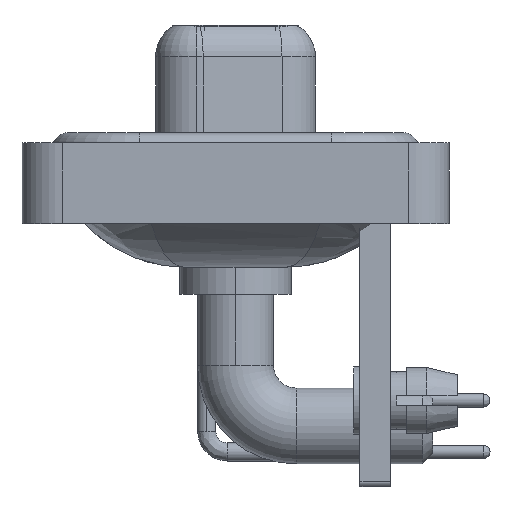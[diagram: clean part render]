
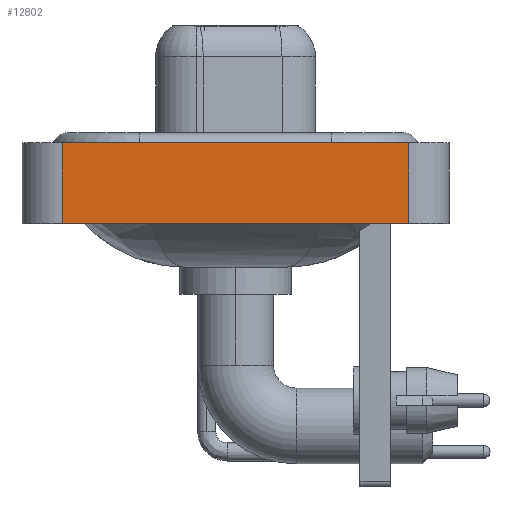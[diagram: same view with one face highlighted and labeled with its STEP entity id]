
A CAD part, left-side view. The second image highlights one B-rep face of the part: STEP entity #12802.
In plain terms, the highlighted planar face has unit normal (-1, 0, 0).
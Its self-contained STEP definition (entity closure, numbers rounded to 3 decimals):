
#10 = VERTEX_POINT ( 'NONE', #15560 ) ;
#1251 = VECTOR ( 'NONE', #1597, 1000. ) ;
#1372 = EDGE_CURVE ( 'NONE', #12823, #8288, #22561, .T. ) ;
#1404 = ORIENTED_EDGE ( 'NONE', *, *, #10457, .F. ) ;
#1597 = DIRECTION ( 'NONE',  ( 0., 0., 1. ) ) ;
#2480 = VECTOR ( 'NONE', #13752, 1000. ) ;
#2568 = DIRECTION ( 'NONE',  ( 0., 0., 1. ) ) ;
#2710 = CARTESIAN_POINT ( 'NONE',  ( -7.35, 8.55, 0.4 ) ) ;
#3500 = CARTESIAN_POINT ( 'NONE',  ( -7.35, -8.55, -3.6 ) ) ;
#3841 = CARTESIAN_POINT ( 'NONE',  ( -7.35, -8.55, 0.4 ) ) ;
#4143 = ORIENTED_EDGE ( 'NONE', *, *, #14285, .T. ) ;
#5867 = CARTESIAN_POINT ( 'NONE',  ( -7.35, 8.55, -3.6 ) ) ;
#6916 = AXIS2_PLACEMENT_3D ( 'NONE', #19234, #15450, #2568 ) ;
#7419 = EDGE_CURVE ( 'NONE', #24422, #10, #15679, .T. ) ;
#8288 = VERTEX_POINT ( 'NONE', #16853 ) ;
#10457 = EDGE_CURVE ( 'NONE', #24422, #12823, #25198, .T. ) ;
#12802 = ADVANCED_FACE ( 'NONE', ( #21164 ), #15018, .T. ) ;
#12823 = VERTEX_POINT ( 'NONE', #2710 ) ;
#13752 = DIRECTION ( 'NONE',  ( 0., -1., 0. ) ) ;
#13799 = VECTOR ( 'NONE', #25341, 1000. ) ;
#14285 = EDGE_CURVE ( 'NONE', #10, #8288, #22126, .T. ) ;
#15018 = PLANE ( 'NONE',  #6916 ) ;
#15450 = DIRECTION ( 'NONE',  ( -1., 0., 0. ) ) ;
#15560 = CARTESIAN_POINT ( 'NONE',  ( -7.35, -8.55, -3.6 ) ) ;
#15679 = LINE ( 'NONE', #3500, #2480 ) ;
#16077 = VECTOR ( 'NONE', #16414, 1000. ) ;
#16414 = DIRECTION ( 'NONE',  ( 0., -1., 0. ) ) ;
#16853 = CARTESIAN_POINT ( 'NONE',  ( -7.35, -8.55, 0.4 ) ) ;
#18327 = ORIENTED_EDGE ( 'NONE', *, *, #1372, .F. ) ;
#19234 = CARTESIAN_POINT ( 'NONE',  ( -7.35, -8.55, -3.6 ) ) ;
#20075 = CARTESIAN_POINT ( 'NONE',  ( -7.35, -8.55, -3.6 ) ) ;
#21079 = CARTESIAN_POINT ( 'NONE',  ( -7.35, 8.55, -3.6 ) ) ;
#21164 = FACE_OUTER_BOUND ( 'NONE', #26372, .T. ) ;
#22126 = LINE ( 'NONE', #20075, #1251 ) ;
#22561 = LINE ( 'NONE', #3841, #16077 ) ;
#24422 = VERTEX_POINT ( 'NONE', #5867 ) ;
#25124 = ORIENTED_EDGE ( 'NONE', *, *, #7419, .T. ) ;
#25198 = LINE ( 'NONE', #21079, #13799 ) ;
#25341 = DIRECTION ( 'NONE',  ( 0., 0., 1. ) ) ;
#26372 = EDGE_LOOP ( 'NONE', ( #4143, #18327, #1404, #25124 ) ) ;
